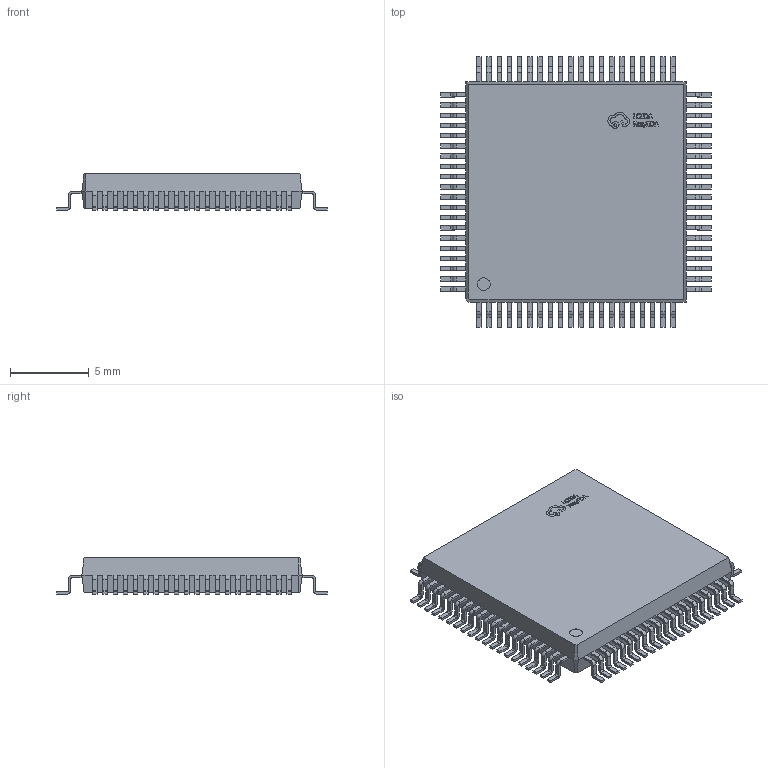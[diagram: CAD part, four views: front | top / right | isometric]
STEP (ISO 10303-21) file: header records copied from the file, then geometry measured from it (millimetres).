
FILE_DESCRIPTION (( 'STEP AP214' ), '1' );
FILE_NAME ('QFP-80_L14.0-W14.0-P0.65-LS17.2-BL.step', '2022-07-09T05:16:24', ( '' ), ( '' ), 'SwSTEP 2.0', 'SolidWorks 2020', '' );
FILE_SCHEMA (( 'AUTOMOTIVE_DESIGN' ));
Length unit declared in the file: millimetre
Products named in the file (1): QFP-80_L14.0-W14.0-P0.65-LS17.2-BL
Bounding box: 17.2 x 17.2 x 2.3 mm (x, y, z)
Volume: 430.7 mm3; surface area: 671.6 mm2
Topology: 1 solids, 1 shells, 1338 faces, 3762 edges, 2453 vertices
Faces by surface type: plane 904, cylinder 322, bspline 112
Entity records: 58087 total; most frequent: CARTESIAN_POINT 9658, ORIENTED_EDGE 7524, DIRECTION 6632, EDGE_CURVE 3762, VECTOR 2890, LINE 2890, VERTEX_POINT 2453, AXIS2_PLACEMENT_3D 1871
